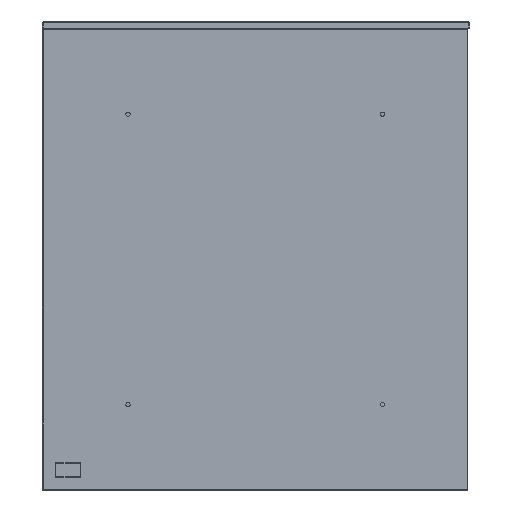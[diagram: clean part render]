
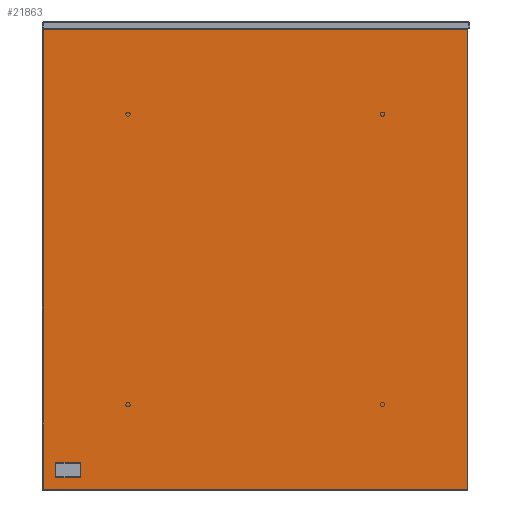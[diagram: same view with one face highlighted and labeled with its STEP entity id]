
A CAD part, left-side view. The second image highlights one B-rep face of the part: STEP entity #21863.
In plain terms, the highlighted planar face has unit normal (-1, 0, 0).
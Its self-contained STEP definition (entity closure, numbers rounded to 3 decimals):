
#21601=CARTESIAN_POINT('',(-4750.693,10231.25,-596.869));
#21602=VERTEX_POINT('',#21601);
#21603=CARTESIAN_POINT('',(-4750.693,10231.25,-59.131));
#21604=VERTEX_POINT('',#21603);
#21605=CARTESIAN_POINT('',(-4750.693,10231.25,-596.869));
#21606=DIRECTION('',(0.0,0.0,1.0));
#21607=VECTOR('',#21606,537.737);
#21608=LINE('',#21605,#21607);
#21609=EDGE_CURVE('',#21602,#21604,#21608,.T.);
#21632=CARTESIAN_POINT('',(-4750.693,10230.919,-58.8));
#21633=VERTEX_POINT('',#21632);
#21634=CARTESIAN_POINT('',(-4750.693,10231.25,-59.131));
#21635=DIRECTION('',(0.0,-0.707,0.707));
#21636=VECTOR('',#21635,0.469);
#21637=LINE('',#21634,#21636);
#21638=EDGE_CURVE('',#21604,#21633,#21637,.T.);
#21656=CARTESIAN_POINT('',(-4750.693,9735.181,-58.8));
#21657=VERTEX_POINT('',#21656);
#21658=CARTESIAN_POINT('',(-4750.693,10230.919,-58.8));
#21659=DIRECTION('',(0.0,-1.0,0.0));
#21660=VECTOR('',#21659,495.737);
#21661=LINE('',#21658,#21660);
#21662=EDGE_CURVE('',#21633,#21657,#21661,.T.);
#21689=CARTESIAN_POINT('',(-4750.693,9734.85,-59.131));
#21690=VERTEX_POINT('',#21689);
#21691=CARTESIAN_POINT('',(-4750.693,9735.181,-58.8));
#21692=DIRECTION('',(0.0,-0.707,-0.707));
#21693=VECTOR('',#21692,0.469);
#21694=LINE('',#21691,#21693);
#21695=EDGE_CURVE('',#21657,#21690,#21694,.T.);
#21720=CARTESIAN_POINT('',(-4750.693,9734.85,-596.869));
#21721=VERTEX_POINT('',#21720);
#21722=CARTESIAN_POINT('',(-4750.693,9734.85,-59.131));
#21723=DIRECTION('',(0.0,0.0,-1.0));
#21724=VECTOR('',#21723,537.737);
#21725=LINE('',#21722,#21724);
#21726=EDGE_CURVE('',#21690,#21721,#21725,.T.);
#21751=CARTESIAN_POINT('',(-4750.693,9735.181,-597.2));
#21752=VERTEX_POINT('',#21751);
#21753=CARTESIAN_POINT('',(-4750.693,9734.85,-596.869));
#21754=DIRECTION('',(0.0,0.707,-0.707));
#21755=VECTOR('',#21754,0.469);
#21756=LINE('',#21753,#21755);
#21757=EDGE_CURVE('',#21721,#21752,#21756,.T.);
#21780=CARTESIAN_POINT('',(-4750.693,10230.919,-597.2));
#21781=VERTEX_POINT('',#21780);
#21782=CARTESIAN_POINT('',(-4750.693,9735.181,-597.2));
#21783=DIRECTION('',(0.0,1.0,0.0));
#21784=VECTOR('',#21783,495.737);
#21785=LINE('',#21782,#21784);
#21786=EDGE_CURVE('',#21752,#21781,#21785,.T.);
#21804=CARTESIAN_POINT('',(-4750.693,10230.919,-597.2));
#21805=DIRECTION('',(0.0,0.707,0.707));
#21806=VECTOR('',#21805,0.469);
#21807=LINE('',#21804,#21806);
#21808=EDGE_CURVE('',#21781,#21602,#21807,.T.);
#21848=CARTESIAN_POINT('',(-4750.693,9983.05,-597.201));
#21849=DIRECTION('',(-1.0,0.0,0.0));
#21850=DIRECTION('',(0.0,0.0,1.0));
#21851=AXIS2_PLACEMENT_3D('',#21848,#21849,#21850);
#21852=PLANE('',#21851);
#21853=ORIENTED_EDGE('',*,*,#21609,.F.);
#21854=ORIENTED_EDGE('',*,*,#21808,.F.);
#21855=ORIENTED_EDGE('',*,*,#21786,.F.);
#21856=ORIENTED_EDGE('',*,*,#21757,.F.);
#21857=ORIENTED_EDGE('',*,*,#21726,.F.);
#21858=ORIENTED_EDGE('',*,*,#21695,.F.);
#21859=ORIENTED_EDGE('',*,*,#21662,.F.);
#21860=ORIENTED_EDGE('',*,*,#21638,.F.);
#21861=EDGE_LOOP('',(#21853,#21854,#21855,#21856,#21857,#21858,#21859,#21860));
#21862=FACE_OUTER_BOUND('',#21861,.T.);
#21863=ADVANCED_FACE('',(#21862),#21852,.T.);
